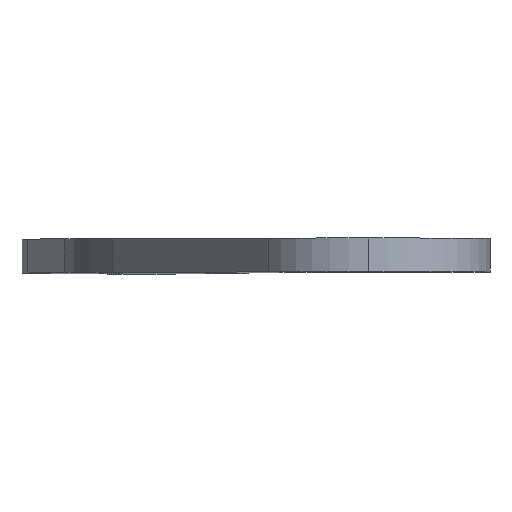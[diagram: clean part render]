
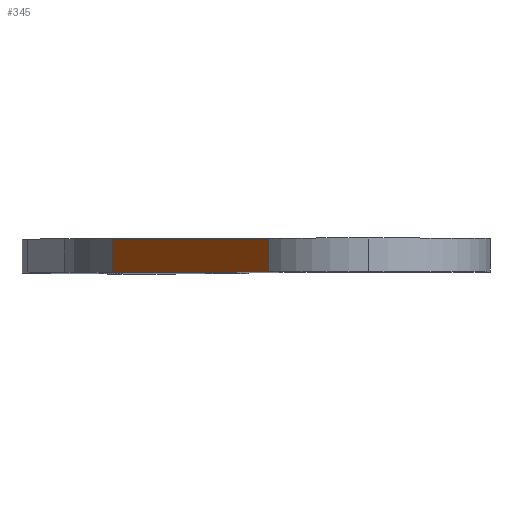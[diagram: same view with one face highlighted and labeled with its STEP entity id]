
A CAD part, top view. The second image highlights one B-rep face of the part: STEP entity #345.
In plain terms, the highlighted planar face has unit normal (-0.817, 0, 0.576).
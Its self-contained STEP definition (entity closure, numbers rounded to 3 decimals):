
#55 = DIRECTION ( 'NONE',  ( 0.576, 0., 0.817 ) ) ;
#71 = VERTEX_POINT ( 'NONE', #886 ) ;
#75 = CARTESIAN_POINT ( 'NONE',  ( -14.709, 0., 10.375 ) ) ;
#133 = ORIENTED_EDGE ( 'NONE', *, *, #693, .F. ) ;
#151 = VECTOR ( 'NONE', #628, 1000. ) ;
#182 = ORIENTED_EDGE ( 'NONE', *, *, #607, .T. ) ;
#249 = ORIENTED_EDGE ( 'NONE', *, *, #824, .F. ) ;
#263 = EDGE_CURVE ( 'NONE', #575, #483, #907, .T. ) ;
#278 = CARTESIAN_POINT ( 'NONE',  ( -14.709, 0., 10.375 ) ) ;
#291 = PLANE ( 'NONE',  #292 ) ;
#292 = AXIS2_PLACEMENT_3D ( 'NONE', #358, #522, #775 ) ;
#312 = LINE ( 'NONE', #945, #1024 ) ;
#330 = FACE_OUTER_BOUND ( 'NONE', #905, .T. ) ;
#344 = DIRECTION ( 'NONE',  ( 0.576, 0., 0.817 ) ) ;
#345 = ADVANCED_FACE ( 'NONE', ( #330 ), #291, .T. ) ;
#351 = DIRECTION ( 'NONE',  ( 0., 1., 0. ) ) ;
#355 = VECTOR ( 'NONE', #351, 1000. ) ;
#358 = CARTESIAN_POINT ( 'NONE',  ( -37.851, 0., -22.433 ) ) ;
#471 = LINE ( 'NONE', #278, #355 ) ;
#483 = VERTEX_POINT ( 'NONE', #75 ) ;
#522 = DIRECTION ( 'NONE',  ( -0.817, 0., 0.576 ) ) ;
#538 = CARTESIAN_POINT ( 'NONE',  ( -14.709, 5., 10.375 ) ) ;
#575 = VERTEX_POINT ( 'NONE', #988 ) ;
#607 = EDGE_CURVE ( 'NONE', #483, #1039, #471, .T. ) ;
#614 = CARTESIAN_POINT ( 'NONE',  ( -37.851, 0., -22.433 ) ) ;
#616 = VECTOR ( 'NONE', #344, 1000. ) ;
#628 = DIRECTION ( 'NONE',  ( 0., 1., 0. ) ) ;
#693 = EDGE_CURVE ( 'NONE', #575, #71, #838, .T. ) ;
#775 = DIRECTION ( 'NONE',  ( 0.576, 0., 0.817 ) ) ;
#824 = EDGE_CURVE ( 'NONE', #71, #1039, #312, .T. ) ;
#838 = LINE ( 'NONE', #614, #151 ) ;
#886 = CARTESIAN_POINT ( 'NONE',  ( -37.851, 5., -22.433 ) ) ;
#905 = EDGE_LOOP ( 'NONE', ( #249, #133, #985, #182 ) ) ;
#907 = LINE ( 'NONE', #962, #616 ) ;
#945 = CARTESIAN_POINT ( 'NONE',  ( -37.851, 5., -22.433 ) ) ;
#962 = CARTESIAN_POINT ( 'NONE',  ( -37.851, 0., -22.433 ) ) ;
#985 = ORIENTED_EDGE ( 'NONE', *, *, #263, .T. ) ;
#988 = CARTESIAN_POINT ( 'NONE',  ( -37.851, 0., -22.433 ) ) ;
#1024 = VECTOR ( 'NONE', #55, 1000. ) ;
#1039 = VERTEX_POINT ( 'NONE', #538 ) ;
